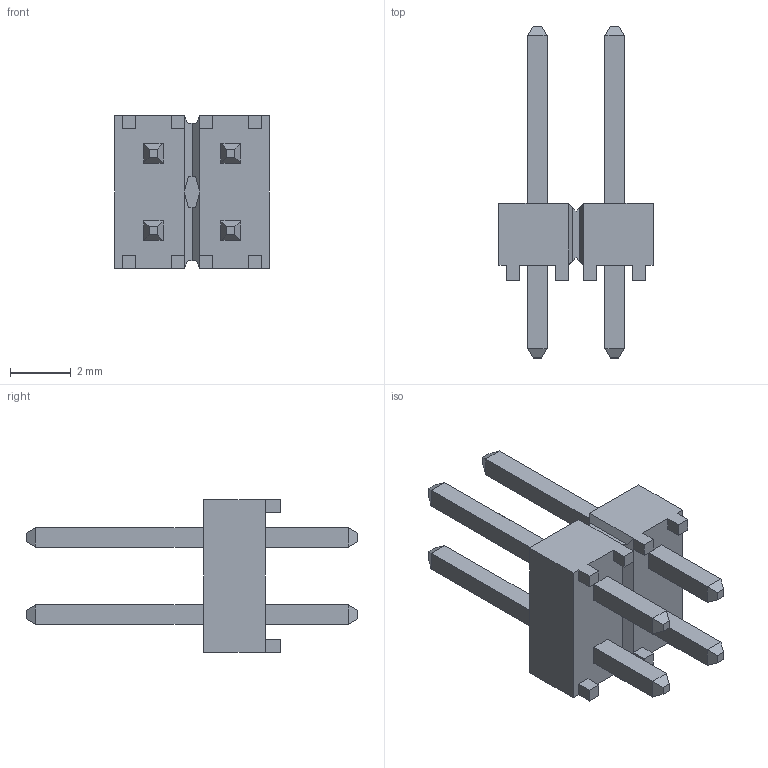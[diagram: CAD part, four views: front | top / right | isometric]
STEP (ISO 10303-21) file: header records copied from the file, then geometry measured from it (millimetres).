
FILE_DESCRIPTION(/* description */ ('STEP AP214'),/* implementation_level */ '2;1');
FILE_NAME(/* name */ 'HTSW-102-07-F-D',/* time_stamp */ '2024-11-28T08:23:35+01:00',/* author */ ('License CC BY-ND 4.0'),/* organization */ ('CADENAS'),/* preprocessor_version */ 'ST-DEVELOPER v19.3',/* originating_system */ 'PARTsolutions',/* authorisation */ ' ');
FILE_SCHEMA (('AUTOMOTIVE_DESIGN {1 0 10303 214 3 1 1}'));
Length unit declared in the file: inch
Products named in the file (4): HTSW-102-07-F-D; HTSW-102-07-F-D_body; T-1S6-07-HTSW-1--07-2--F-D; T-1S6-07-HTSW-1--07-2--F-D2
Assembly tree (3 placements, depth 2):
  HTSW-102-07-F-D
    HTSW-102-07-F-D_body
    T-1S6-07-HTSW-1--07-2--F-D
    T-1S6-07-HTSW-1--07-2--F-D2
Bounding box: 5.08 x 10.92 x 5.03 mm (x, y, z)
Volume: 66.2 mm3; surface area: 276.9 mm2
Topology: 3 solids, 3 shells, 162 faces, 398 edges, 248 vertices
Faces by surface type: plane 162
Entity records: 4731 total; most frequent: CARTESIAN_POINT 812, ORIENTED_EDGE 796, DIRECTION 730, EDGE_CURVE 398, LINE 398, VECTOR 398, VERTEX_POINT 248, EDGE_LOOP 178
